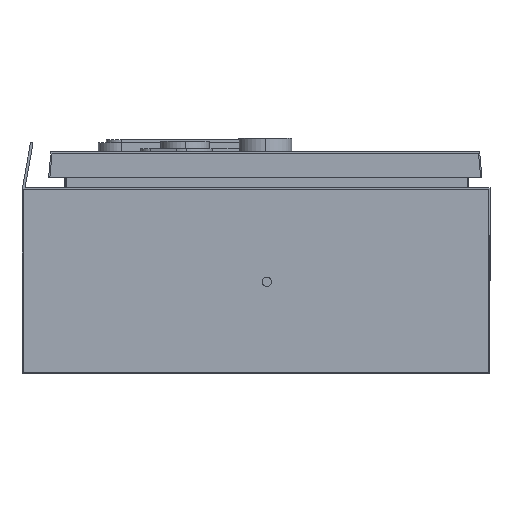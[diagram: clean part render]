
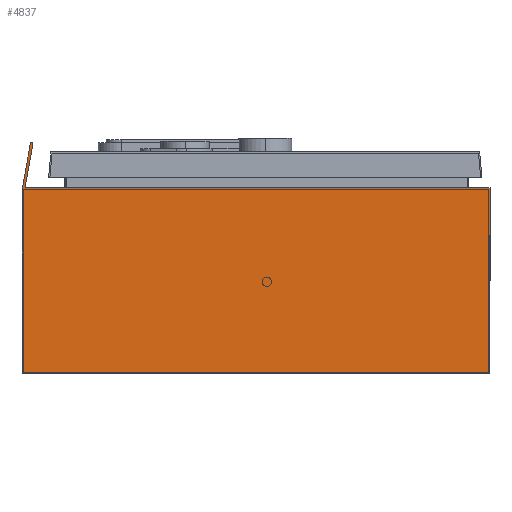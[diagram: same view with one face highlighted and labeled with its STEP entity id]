
A CAD part, left-side view. The second image highlights one B-rep face of the part: STEP entity #4837.
In plain terms, the highlighted planar face has unit normal (-1, 0, 0).
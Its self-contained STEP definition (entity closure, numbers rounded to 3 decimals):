
#199 = EDGE_CURVE ( 'NONE', #9957, #5783, #8098, .T. ) ;
#247 = EDGE_CURVE ( 'NONE', #749, #2737, #11260, .T. ) ;
#255 = CARTESIAN_POINT ( 'NONE',  ( -150., 148.682, 152.138 ) ) ;
#294 = FACE_OUTER_BOUND ( 'NONE', #1880, .T. ) ;
#396 = DIRECTION ( 'NONE',  ( -1., 0., 0. ) ) ;
#749 = VERTEX_POINT ( 'NONE', #9772 ) ;
#1002 = VERTEX_POINT ( 'NONE', #1373 ) ;
#1373 = CARTESIAN_POINT ( 'NONE',  ( -150., 155., 0. ) ) ;
#1617 = DIRECTION ( 'NONE',  ( 0., 0.174, -0.985 ) ) ;
#1653 = CARTESIAN_POINT ( 'NONE',  ( -150., 152.956, 123. ) ) ;
#1775 = ORIENTED_EDGE ( 'NONE', *, *, #247, .F. ) ;
#1863 = CARTESIAN_POINT ( 'NONE',  ( -150., 149.519, 152.285 ) ) ;
#1880 = EDGE_LOOP ( 'NONE', ( #7924, #10551, #7659, #1775, #3025, #10901, #1979, #10838 ) ) ;
#1979 = ORIENTED_EDGE ( 'NONE', *, *, #10098, .F. ) ;
#2274 = CARTESIAN_POINT ( 'NONE',  ( -150., 148.682, 152.988 ) ) ;
#2334 = PLANE ( 'NONE',  #4331 ) ;
#2511 = DIRECTION ( 'NONE',  ( 0., 0., -1. ) ) ;
#2550 = DIRECTION ( 'NONE',  ( 1., 0., 0. ) ) ;
#2563 = CARTESIAN_POINT ( 'NONE',  ( -150., -140.7, 123. ) ) ;
#2737 = VERTEX_POINT ( 'NONE', #2274 ) ;
#2806 = EDGE_CURVE ( 'NONE', #1002, #10576, #7726, .T. ) ;
#2946 = CARTESIAN_POINT ( 'NONE',  ( -150., 155., 121.2 ) ) ;
#2963 = CARTESIAN_POINT ( 'NONE',  ( -150., -155., 123. ) ) ;
#3025 = ORIENTED_EDGE ( 'NONE', *, *, #6303, .F. ) ;
#3042 = CARTESIAN_POINT ( 'NONE',  ( -150., -155., 0. ) ) ;
#3065 = EDGE_CURVE ( 'NONE', #6308, #9957, #11811, .T. ) ;
#3134 = DIRECTION ( 'NONE',  ( 0., 1., 0. ) ) ;
#3261 = DIRECTION ( 'NONE',  ( 0., 0., 1. ) ) ;
#3392 = CARTESIAN_POINT ( 'NONE',  ( -150., 148.682, 152.138 ) ) ;
#3537 = LINE ( 'NONE', #5965, #6385 ) ;
#3898 = DIRECTION ( 'NONE',  ( 0., -0.174, 0.985 ) ) ;
#4331 = AXIS2_PLACEMENT_3D ( 'NONE', #3392, #396, #8183 ) ;
#4391 = LINE ( 'NONE', #1653, #11461 ) ;
#4532 = EDGE_CURVE ( 'NONE', #7523, #6308, #4391, .T. ) ;
#4837 = ADVANCED_FACE ( 'NONE', ( #294 ), #2334, .T. ) ;
#5326 = CARTESIAN_POINT ( 'NONE',  ( -150., -155., 0. ) ) ;
#5765 = VECTOR ( 'NONE', #12200, 1000. ) ;
#5783 = VERTEX_POINT ( 'NONE', #3042 ) ;
#5965 = CARTESIAN_POINT ( 'NONE',  ( -150., 155., 0. ) ) ;
#6009 = CARTESIAN_POINT ( 'NONE',  ( -150., 155., 121.2 ) ) ;
#6128 = VECTOR ( 'NONE', #2511, 1000. ) ;
#6303 = EDGE_CURVE ( 'NONE', #10576, #749, #9665, .T. ) ;
#6308 = VERTEX_POINT ( 'NONE', #8806 ) ;
#6385 = VECTOR ( 'NONE', #3134, 1000. ) ;
#6952 = AXIS2_PLACEMENT_3D ( 'NONE', #255, #7081, #3261 ) ;
#7081 = DIRECTION ( 'NONE',  ( 1., 0., 0. ) ) ;
#7484 = AXIS2_PLACEMENT_3D ( 'NONE', #12269, #2550, #10341 ) ;
#7523 = VERTEX_POINT ( 'NONE', #9150 ) ;
#7659 = ORIENTED_EDGE ( 'NONE', *, *, #8514, .F. ) ;
#7726 = LINE ( 'NONE', #6009, #12249 ) ;
#7924 = ORIENTED_EDGE ( 'NONE', *, *, #3065, .F. ) ;
#8098 = LINE ( 'NONE', #5326, #6128 ) ;
#8183 = DIRECTION ( 'NONE',  ( 0., 0., 1. ) ) ;
#8514 = EDGE_CURVE ( 'NONE', #2737, #7523, #10055, .T. ) ;
#8806 = CARTESIAN_POINT ( 'NONE',  ( -150., 152.956, 123. ) ) ;
#9150 = CARTESIAN_POINT ( 'NONE',  ( -150., 147.845, 151.99 ) ) ;
#9665 = LINE ( 'NONE', #1863, #10275 ) ;
#9772 = CARTESIAN_POINT ( 'NONE',  ( -150., 149.519, 152.285 ) ) ;
#9889 = DIRECTION ( 'NONE',  ( 0., 0., 1. ) ) ;
#9957 = VERTEX_POINT ( 'NONE', #2963 ) ;
#10055 = CIRCLE ( 'NONE', #6952, 0.85 ) ;
#10098 = EDGE_CURVE ( 'NONE', #5783, #1002, #3537, .T. ) ;
#10275 = VECTOR ( 'NONE', #3898, 1000. ) ;
#10341 = DIRECTION ( 'NONE',  ( 0., 0., 1. ) ) ;
#10551 = ORIENTED_EDGE ( 'NONE', *, *, #4532, .F. ) ;
#10576 = VERTEX_POINT ( 'NONE', #2946 ) ;
#10838 = ORIENTED_EDGE ( 'NONE', *, *, #199, .F. ) ;
#10901 = ORIENTED_EDGE ( 'NONE', *, *, #2806, .F. ) ;
#11260 = CIRCLE ( 'NONE', #7484, 0.85 ) ;
#11461 = VECTOR ( 'NONE', #1617, 1000. ) ;
#11811 = LINE ( 'NONE', #2563, #5765 ) ;
#12200 = DIRECTION ( 'NONE',  ( 0., -1., 0. ) ) ;
#12249 = VECTOR ( 'NONE', #9889, 1000. ) ;
#12269 = CARTESIAN_POINT ( 'NONE',  ( -150., 148.682, 152.138 ) ) ;
